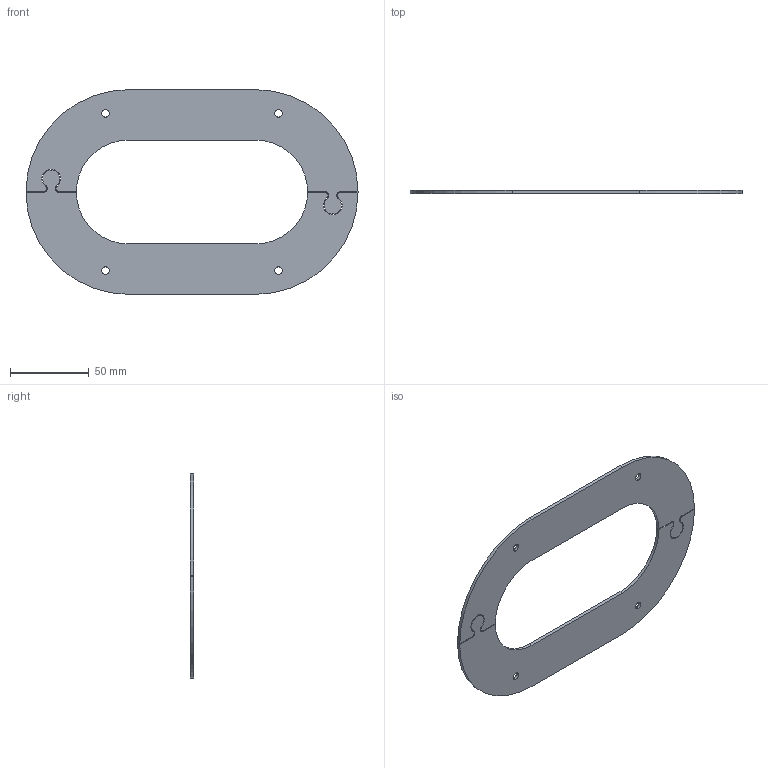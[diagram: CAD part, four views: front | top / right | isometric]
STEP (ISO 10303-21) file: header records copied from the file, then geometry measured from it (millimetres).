
FILE_DESCRIPTION (( 'STEP AP214' ), '1' );
FILE_NAME ('6290260.stp', '2016-06-22T07:08:32', ( '' ), ( '' ), 'SwSTEP 2.0', 'SolidWorks 2014', '' );
FILE_SCHEMA (( 'AUTOMOTIVE_DESIGN' ));
Length unit declared in the file: millimetre
Products named in the file (2): 6290260; 000495T1_Standard
Assembly tree (2 placements, depth 2):
  6290260
    000495T1_Standard  x2
Bounding box: 211 x 2 x 130 mm (x, y, z)
Volume: 29804.4 mm3; surface area: 32292.2 mm2
Topology: 2 solids, 2 shells, 46 faces, 126 edges, 84 vertices
Faces by surface type: cylinder 30, plane 16
Entity records: 829 total; most frequent: DIRECTION 149, CARTESIAN_POINT 133, ORIENTED_EDGE 126, EDGE_CURVE 63, AXIS2_PLACEMENT_3D 58, VERTEX_POINT 42, VECTOR 33, LINE 33
